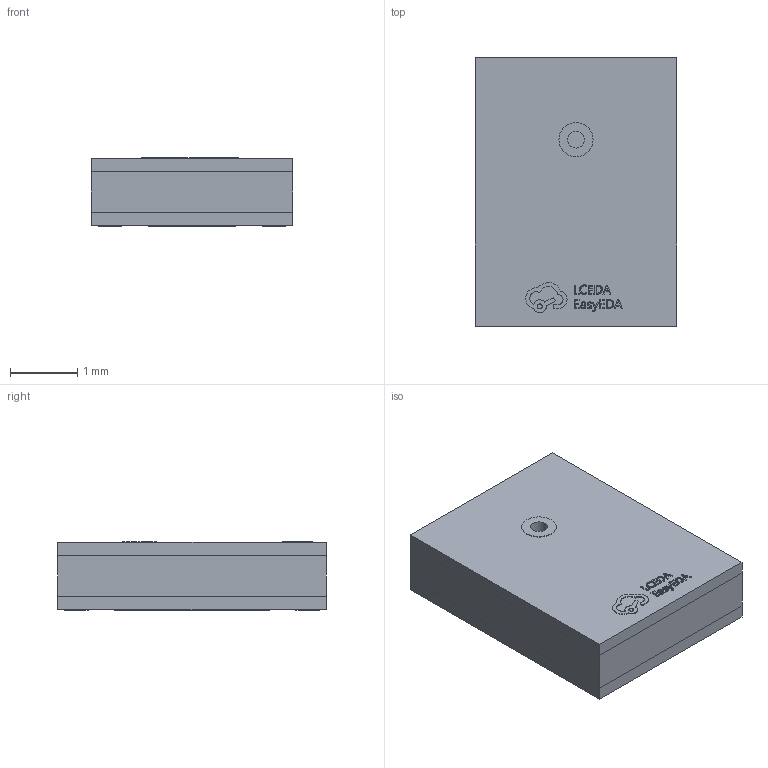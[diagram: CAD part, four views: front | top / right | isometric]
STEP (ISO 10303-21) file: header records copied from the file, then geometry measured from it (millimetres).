
FILE_DESCRIPTION (( 'STEP AP214' ), '1' );
FILE_NAME ('MIC-SMD_8P-L4.0-W3.0_ZTS6231.STEP', '2022-07-17T13:11:39', ( '' ), ( '' ), 'SwSTEP 2.0', 'SolidWorks 2020', '' );
FILE_SCHEMA (( 'AUTOMOTIVE_DESIGN' ));
Length unit declared in the file: millimetre
Products named in the file (1): MIC-SMD_8P-L4.0-W3.0_ZTS6231
Bounding box: 3 x 4 x 1.02 mm (x, y, z)
Volume: 12 mm3; surface area: 86.5 mm2
Topology: 3 solids, 3 shells, 290 faces, 765 edges, 510 vertices
Faces by surface type: plane 186, bspline 98, cylinder 6
Entity records: 12639 total; most frequent: CARTESIAN_POINT 2872, ORIENTED_EDGE 1530, DIRECTION 963, EDGE_CURVE 765, VECTOR 553, LINE 553, VERTEX_POINT 510, EDGE_LOOP 321
